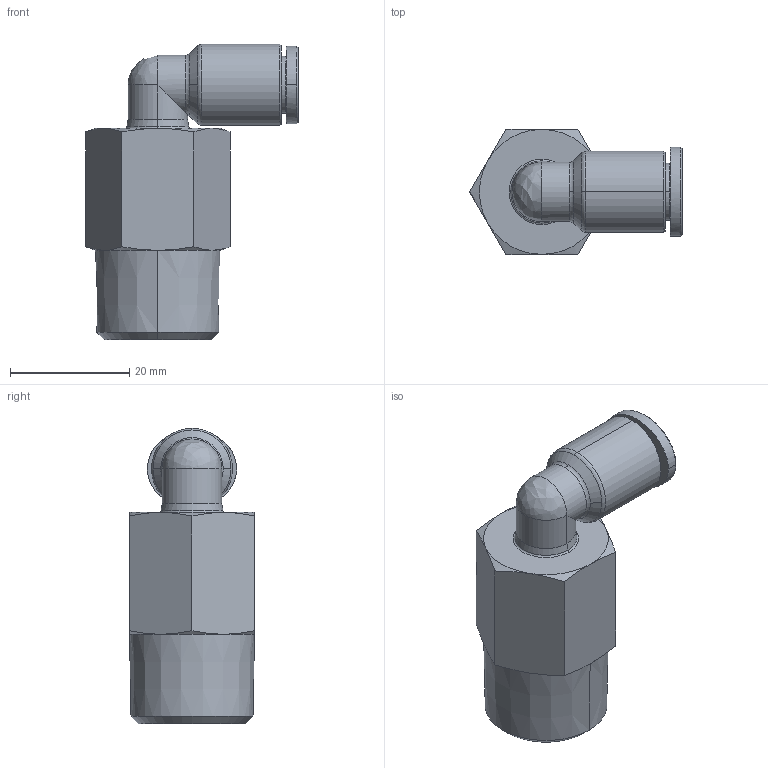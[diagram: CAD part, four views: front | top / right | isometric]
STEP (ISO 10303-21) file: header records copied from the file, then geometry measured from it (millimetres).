
FILE_DESCRIPTION (( 'STEP AP214' ), '1' );
FILE_NAME ('PLL08-04.stp', '2015-09-10T08:00:45', ( '' ), ( '' ), 'SwSTEP 2.0', 'SolidWorks 2015', '' );
FILE_SCHEMA (( 'AUTOMOTIVE_DESIGN' ));
Length unit declared in the file: millimetre
Products named in the file (2): ｦ+ﾃｦ1; PLL08-04
Assembly tree (1 placements, depth 2):
  PLL08-04
    ｦ+ﾃｦ1
Bounding box: 35.72 x 21 x 49.6 mm (x, y, z)
Volume: 11270.2 mm3; surface area: 6156.7 mm2
Topology: 1 solids, 1 shells, 431 faces, 1197 edges, 786 vertices
Faces by surface type: plane 345, bspline 33, cone 30, cylinder 19, torus 4
Entity records: 15087 total; most frequent: CARTESIAN_POINT 3763, ORIENTED_EDGE 2388, DIRECTION 1979, EDGE_CURVE 1194, LINE 1009, VECTOR 1009, VERTEX_POINT 786, AXIS2_PLACEMENT_3D 485
